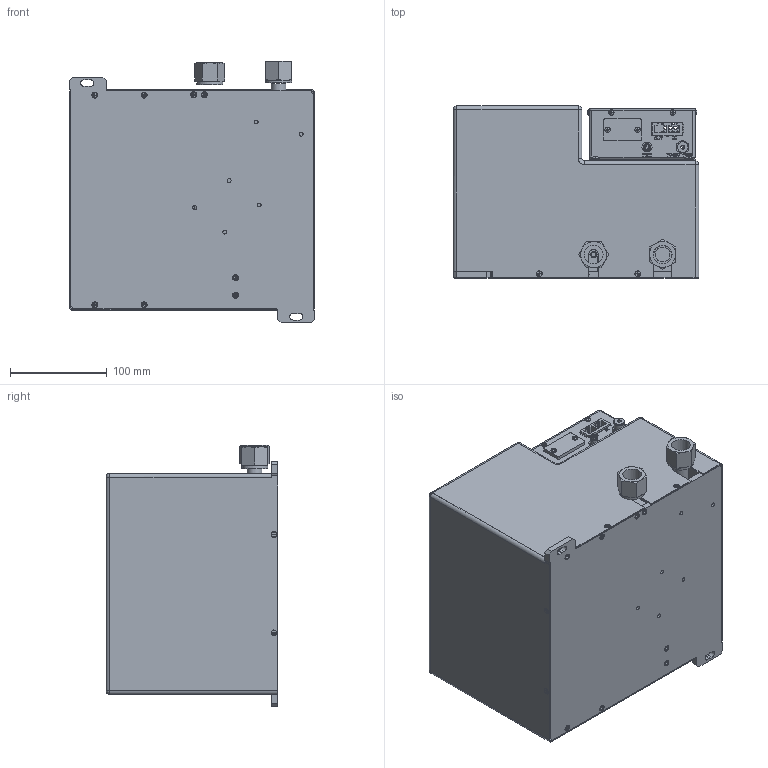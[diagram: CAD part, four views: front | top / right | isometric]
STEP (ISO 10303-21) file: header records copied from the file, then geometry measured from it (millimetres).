
FILE_DESCRIPTION (( 'STEP AP214' ), '1' );
FILE_NAME ('MFVC_EtherCat_8vcr.STEP', '2019-06-27T12:29:36', ( '' ), ( '' ), 'SwSTEP 2.0', 'SolidWorks 2015', '' );
FILE_SCHEMA (( 'AUTOMOTIVE_DESIGN' ));
Length unit declared in the file: inch
Products named in the file (1): MFVC_EtherCat_8vcr
Bounding box: 253.49 x 177.42 x 269.89 mm (x, y, z)
Surface area: 613670.6 mm2 (no closed solid volume)
Topology: 0 solids, 199 shells, 1106 faces, 8524 edges, 7367 vertices
Faces by surface type: plane 503, cylinder 385, bspline 135, cone 40, sphere 29, torus 14
Full cylindrical faces by diameter (mm): 0.635 x5, 1.905 x1, 2.845 x2, 3.632 x241, 3.988 x1, 4.039 x6, 4.166 x1, 4.369 x3, 4.572 x1, 4.826 x1, 5.41 x1, 5.563 x10, 6.223 x8, 6.35 x5, 6.858 x1, 7.747 x1, 8.179 x4, 9.398 x1, 10.922 x2, 15.151 x1, 19.304 x2, 26.987 x1, 26.988 x1
Entity records: 93724 total; most frequent: CARTESIAN_POINT 20997, DIRECTION 10424, ORIENTED_EDGE 9502, EDGE_CURVE 7965, VERTEX_POINT 7298, VECTOR 6212, LINE 6212, EDGE_LOOP 2276
